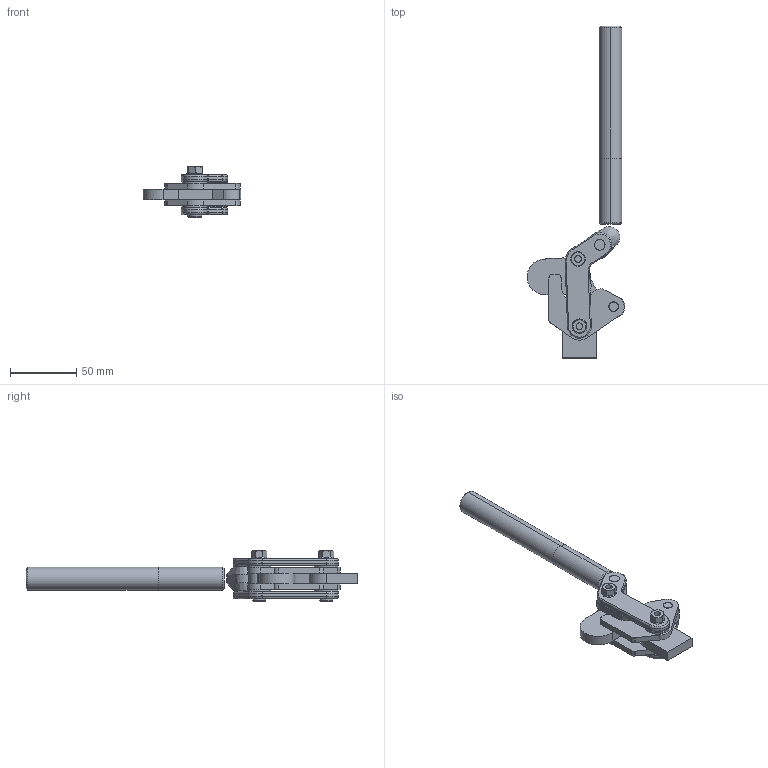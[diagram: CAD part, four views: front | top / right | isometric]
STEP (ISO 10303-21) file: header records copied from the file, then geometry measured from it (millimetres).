
FILE_DESCRIPTION (( 'STEP AP214' ), '1' );
FILE_NAME ('GH-702-C.STEP', '2020-02-14T06:54:35', ( 'LinWei' ), ( '' ), 'SwSTEP 2.0', 'SolidWorks 2016', '' );
FILE_SCHEMA (( 'AUTOMOTIVE_DESIGN' ));
Length unit declared in the file: millimetre
Products named in the file (8): 1700129-1^GH-702-C(簡化版)-1; Group6^GH-702-C(簡化版)-1; Group5^GH-702-C(簡化版)-1; Group2^GH-702-C(簡化版)-1; 4702C152; 3700126-1^GH-702-C(簡化版)-1; GH-702-C; 3700108-1^GH-702-C(簡化版)-1
Assembly tree (7 placements, depth 2):
  GH-702-C
    Group2^GH-702-C(簡化版)-1
    Group5^GH-702-C(簡化版)-1
    Group6^GH-702-C(簡化版)-1
    1700129-1^GH-702-C(簡化版)-1
    3700108-1^GH-702-C(簡化版)-1
    3700126-1^GH-702-C(簡化版)-1
    4702C152
Bounding box: 73.94 x 251.11 x 38.2 mm (x, y, z)
Volume: 78027.2 mm3; surface area: 46220 mm2
Topology: 7 solids, 7 shells, 289 faces, 949 edges, 696 vertices
Faces by surface type: cylinder 136, plane 99, torus 30, cone 16, bspline 8
Entity records: 13222 total; most frequent: CARTESIAN_POINT 3032, DIRECTION 1901, ORIENTED_EDGE 1894, EDGE_CURVE 947, AXIS2_PLACEMENT_3D 719, VERTEX_POINT 696, LINE 463, VECTOR 463
